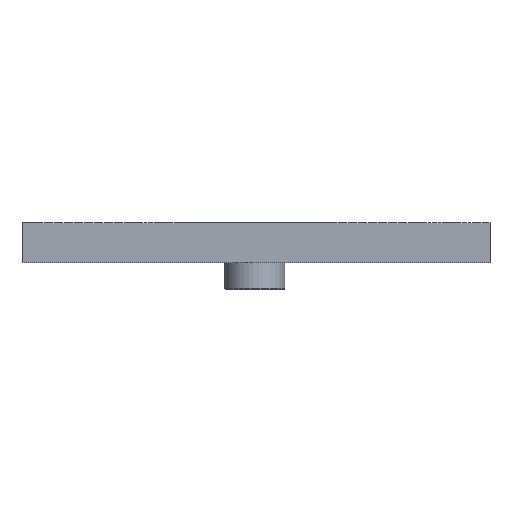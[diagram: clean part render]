
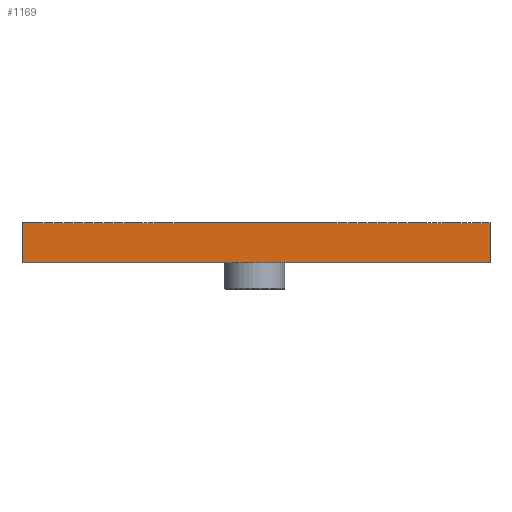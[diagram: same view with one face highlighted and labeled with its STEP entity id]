
A CAD part, front view. The second image highlights one B-rep face of the part: STEP entity #1169.
In plain terms, the highlighted free-form (B-spline) face has degree [1, 1] with [2, 2] control points.
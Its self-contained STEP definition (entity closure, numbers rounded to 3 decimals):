
#1147 = VERTEX_POINT('',#1148);
#1148 = CARTESIAN_POINT('',(-204.506,-102.948,
    -35.256));
#1153 = EDGE_CURVE('',#1154,#1147,#1156,.T.);
#1154 = VERTEX_POINT('',#1155);
#1155 = CARTESIAN_POINT('',(-204.506,-102.948,
    0.));
#1156 = B_SPLINE_CURVE_WITH_KNOTS('',1,(#1157,#1158),.UNSPECIFIED.,.F.,
  .F.,(2,2),(-0.,30.),.PIECEWISE_BEZIER_KNOTS.);
#1157 = CARTESIAN_POINT('',(-204.506,-102.948,
    0.));
#1158 = CARTESIAN_POINT('',(-204.506,-102.948,
    -35.256));
#1169 = ADVANCED_FACE('',(#1170),#1192,.F.);
#1170 = FACE_BOUND('',#1171,.T.);
#1171 = EDGE_LOOP('',(#1172,#1179,#1186,#1191));
#1172 = ORIENTED_EDGE('',*,*,#1173,.T.);
#1173 = EDGE_CURVE('',#1147,#1174,#1176,.T.);
#1174 = VERTEX_POINT('',#1175);
#1175 = CARTESIAN_POINT('',(206.817,-102.948,
    -35.256));
#1176 = B_SPLINE_CURVE_WITH_KNOTS('',1,(#1177,#1178),.UNSPECIFIED.,.F.,
  .F.,(2,2),(-350.,0.),.PIECEWISE_BEZIER_KNOTS.);
#1177 = CARTESIAN_POINT('',(-204.506,-102.948,
    -35.256));
#1178 = CARTESIAN_POINT('',(206.817,-102.948,
    -35.256));
#1179 = ORIENTED_EDGE('',*,*,#1180,.F.);
#1180 = EDGE_CURVE('',#1181,#1174,#1183,.T.);
#1181 = VERTEX_POINT('',#1182);
#1182 = CARTESIAN_POINT('',(206.817,-102.948,
    0.));
#1183 = B_SPLINE_CURVE_WITH_KNOTS('',1,(#1184,#1185),.UNSPECIFIED.,.F.,
  .F.,(2,2),(-0.,30.),.PIECEWISE_BEZIER_KNOTS.);
#1184 = CARTESIAN_POINT('',(206.817,-102.948,
    0.));
#1185 = CARTESIAN_POINT('',(206.817,-102.948,
    -35.256));
#1186 = ORIENTED_EDGE('',*,*,#1187,.F.);
#1187 = EDGE_CURVE('',#1154,#1181,#1188,.T.);
#1188 = B_SPLINE_CURVE_WITH_KNOTS('',1,(#1189,#1190),.UNSPECIFIED.,.F.,
  .F.,(2,2),(-350.,0.),.PIECEWISE_BEZIER_KNOTS.);
#1189 = CARTESIAN_POINT('',(-204.506,-102.948,
    0.));
#1190 = CARTESIAN_POINT('',(206.817,-102.948,
    0.));
#1191 = ORIENTED_EDGE('',*,*,#1153,.T.);
#1192 = B_SPLINE_SURFACE_WITH_KNOTS('',1,1,(
    (#1193,#1194)
    ,(#1195,#1196
    )),.UNSPECIFIED.,.F.,.F.,.F.,(2,2),(2,2),(-30.,0.),(-350.,0.),
  .PIECEWISE_BEZIER_KNOTS.);
#1193 = CARTESIAN_POINT('',(-204.506,-102.948,
    -35.256));
#1194 = CARTESIAN_POINT('',(206.817,-102.948,
    -35.256));
#1195 = CARTESIAN_POINT('',(-204.506,-102.948,
    0.));
#1196 = CARTESIAN_POINT('',(206.817,-102.948,
    0.));
